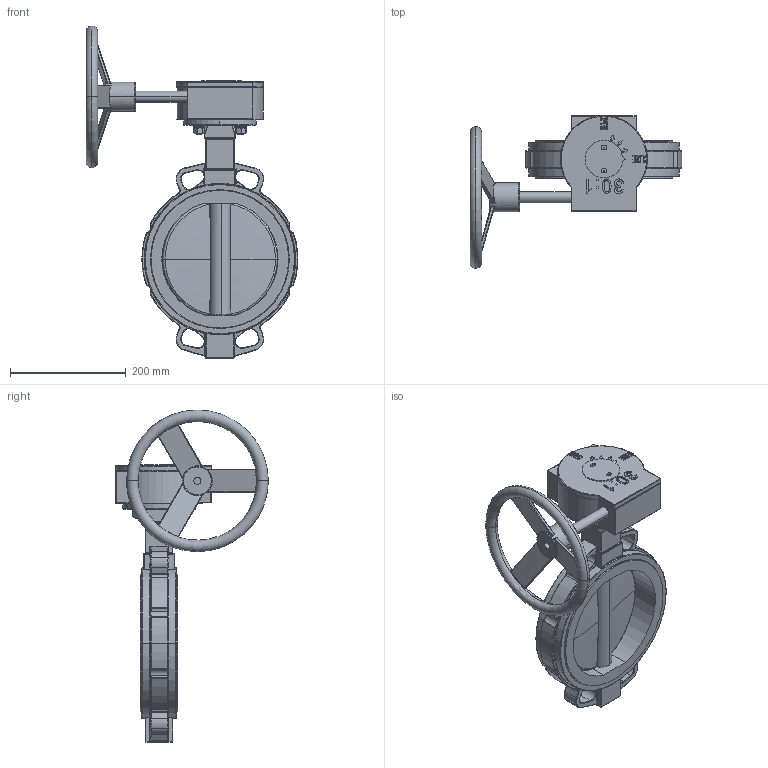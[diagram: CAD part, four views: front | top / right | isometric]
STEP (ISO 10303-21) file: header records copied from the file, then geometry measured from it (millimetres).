
FILE_DESCRIPTION(('HOOPS Exchange Step'),'2;1');
FILE_NAME('AK05_DN200_gear.stp','2025-07-21T08:33:47+02:00',('nieru'),('Unknown organisation'),'HOOPS Exchange 2024.2','HOOPS Exchange','Unknown authorisation');
FILE_SCHEMA( ('AP203_CONFIGURATION_CONTROLLED_3D_DESIGN_OF_MECHANICAL_PARTS_AND_ASSEMBLIES_MIM_LF') );
Length unit declared in the file: millimetre
Products named in the file (2): 0; root
Assembly tree (1 placements, depth 2):
  root
    0
Bounding box: 366.5 x 263.7 x 574 mm (x, y, z)
Volume: 4244637.4 mm3; surface area: 626024.4 mm2
Topology: 23 solids, 23 shells, 2027 faces, 5184 edges, 3165 vertices
Faces by surface type: cylinder 686, plane 551, bspline 477, torus 203, cone 56, sphere 54
Full cylindrical faces by diameter (mm): 8.376 x4, 11 x4, 20 x4
Entity records: 127254 total; most frequent: CARTESIAN_POINT 83655, ORIENTED_EDGE 10182, DIRECTION 7386, EDGE_CURVE 5091, VERTEX_POINT 3165, AXIS2_PLACEMENT_3D 2864, EDGE_LOOP 2132, FACE_BOUND 2132
